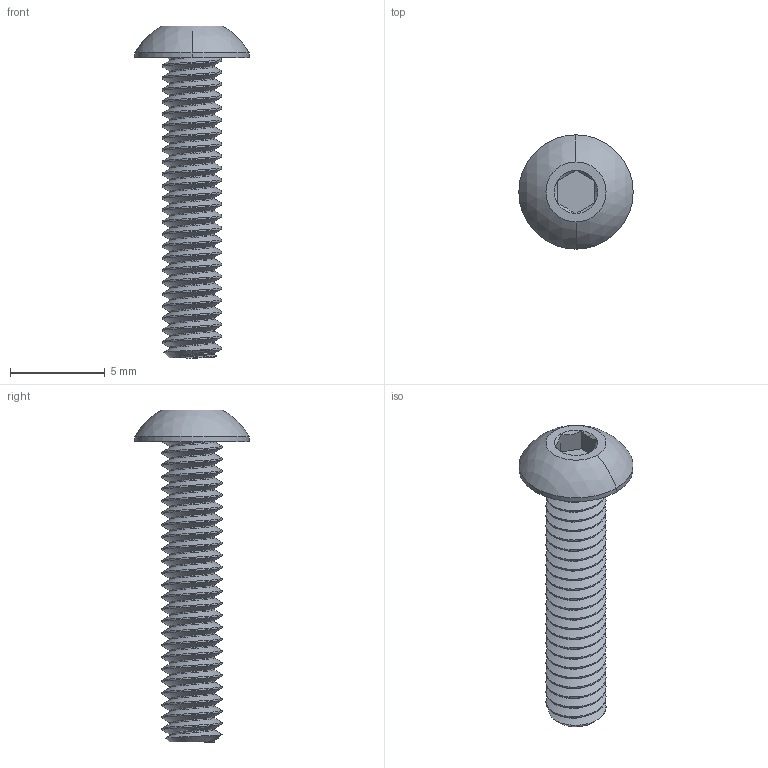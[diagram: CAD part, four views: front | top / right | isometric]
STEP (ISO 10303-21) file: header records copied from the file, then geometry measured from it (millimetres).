
FILE_DESCRIPTION (( 'STEP AP203' ), '1' );
FILE_NAME ('91255A128_Button Head Hex Drive Screw.STEP', '2022-07-22T20:16:31', ( 'Administrator' ), ( 'Managed by Terraform' ), 'SwSTEP 2.0', 'SolidWorks 2017', '' );
FILE_SCHEMA (( 'CONFIG_CONTROL_DESIGN' ));
Length unit declared in the file: inch
Products named in the file (1): 91255A128_Button Head Hex Drive Screw
Bounding box: 6.05 x 6.05 x 17.55 mm (x, y, z)
Volume: 125.6 mm3; surface area: 325.9 mm2
Topology: 1 solids, 1 shells, 78 faces, 207 edges, 133 vertices
Faces by surface type: cylinder 51, plane 11, cone 10, bspline 4, sphere 2
Entity records: 5974 total; most frequent: CARTESIAN_POINT 4300, ORIENTED_EDGE 414, DIRECTION 257, EDGE_CURVE 207, VERTEX_POINT 133, AXIS2_PLACEMENT_3D 94, EDGE_LOOP 80, ADVANCED_FACE 78
